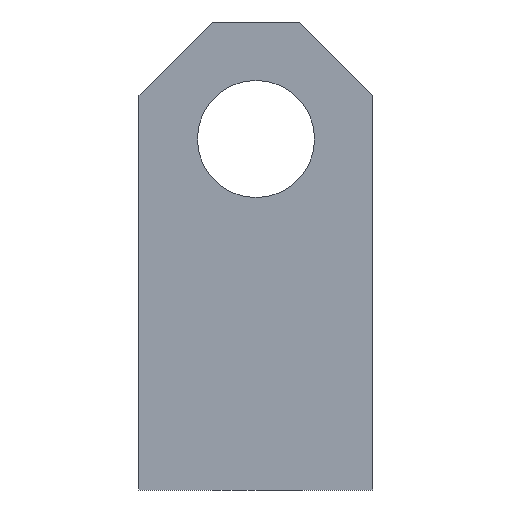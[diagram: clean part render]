
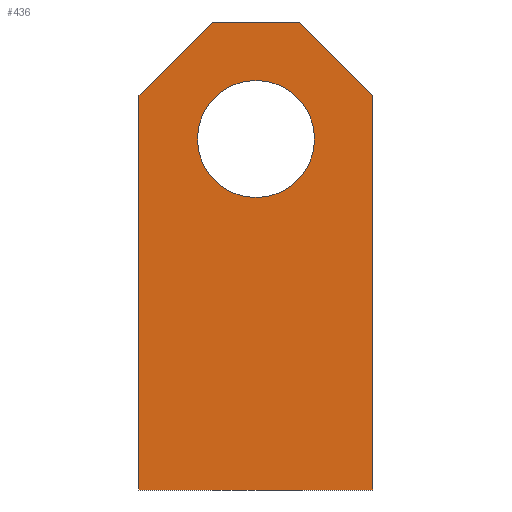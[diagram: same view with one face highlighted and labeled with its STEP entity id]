
A CAD part, left-side view. The second image highlights one B-rep face of the part: STEP entity #436.
In plain terms, the highlighted planar face has unit normal (-1, 0, 0).
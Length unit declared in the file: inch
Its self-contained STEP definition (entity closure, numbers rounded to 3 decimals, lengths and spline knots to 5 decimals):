
#1 = LINE ( 'NONE', #225, #289 ) ;
#6 = AXIS2_PLACEMENT_3D ( 'NONE', #69, #209, #284 ) ;
#17 = VERTEX_POINT ( 'NONE', #372 ) ;
#26 = CARTESIAN_POINT ( 'NONE',  ( -0.375, 0., 1.25 ) ) ;
#30 = CARTESIAN_POINT ( 'NONE',  ( -0.375, 0., 1.75 ) ) ;
#31 = ORIENTED_EDGE ( 'NONE', *, *, #147, .T. ) ;
#61 = VERTEX_POINT ( 'NONE', #155 ) ;
#62 = LINE ( 'NONE', #133, #318 ) ;
#68 = EDGE_LOOP ( 'NONE', ( #146, #31, #429, #182, #198, #205 ) ) ;
#69 = CARTESIAN_POINT ( 'NONE',  ( -0.375, 0., 1.5 ) ) ;
#73 = CARTESIAN_POINT ( 'NONE',  ( -0.375, -0.5, 0. ) ) ;
#79 = EDGE_CURVE ( 'NONE', #465, #61, #304, .T. ) ;
#97 = CIRCLE ( 'NONE', #344, 0.25 ) ;
#98 = LINE ( 'NONE', #269, #374 ) ;
#115 = LINE ( 'NONE', #328, #456 ) ;
#120 = DIRECTION ( 'NONE',  ( 0., 0.707, -0.707 ) ) ;
#121 = VERTEX_POINT ( 'NONE', #26 ) ;
#125 = CARTESIAN_POINT ( 'NONE',  ( -0.375, -0.5, 2. ) ) ;
#126 = ORIENTED_EDGE ( 'NONE', *, *, #373, .T. ) ;
#133 = CARTESIAN_POINT ( 'NONE',  ( -0.375, -0.1875, 2. ) ) ;
#141 = EDGE_CURVE ( 'NONE', #266, #306, #98, .T. ) ;
#142 = CARTESIAN_POINT ( 'NONE',  ( -0.375, 0.1875, 2. ) ) ;
#146 = ORIENTED_EDGE ( 'NONE', *, *, #245, .F. ) ;
#147 = EDGE_CURVE ( 'NONE', #17, #61, #62, .T. ) ;
#148 = DIRECTION ( 'NONE',  ( 0., 0., -1. ) ) ;
#155 = CARTESIAN_POINT ( 'NONE',  ( -0.375, -0.1875, 2. ) ) ;
#157 = EDGE_LOOP ( 'NONE', ( #170, #126 ) ) ;
#158 = CARTESIAN_POINT ( 'NONE',  ( -0.375, 0.5, 0. ) ) ;
#164 = VECTOR ( 'NONE', #298, 39.37008 ) ;
#170 = ORIENTED_EDGE ( 'NONE', *, *, #277, .T. ) ;
#182 = ORIENTED_EDGE ( 'NONE', *, *, #312, .T. ) ;
#183 = AXIS2_PLACEMENT_3D ( 'NONE', #430, #240, #404 ) ;
#184 = CARTESIAN_POINT ( 'NONE',  ( -0.375, 0.5, 1.6875 ) ) ;
#187 = CARTESIAN_POINT ( 'NONE',  ( -0.375, 0., 1.5 ) ) ;
#198 = ORIENTED_EDGE ( 'NONE', *, *, #141, .T. ) ;
#200 = FACE_OUTER_BOUND ( 'NONE', #68, .T. ) ;
#205 = ORIENTED_EDGE ( 'NONE', *, *, #402, .T. ) ;
#209 = DIRECTION ( 'NONE',  ( 1., 0., 0. ) ) ;
#221 = VERTEX_POINT ( 'NONE', #30 ) ;
#225 = CARTESIAN_POINT ( 'NONE',  ( -0.375, 0.1875, 2. ) ) ;
#229 = DIRECTION ( 'NONE',  ( 0., 0., -1. ) ) ;
#240 = DIRECTION ( 'NONE',  ( 1., 0., 0. ) ) ;
#245 = EDGE_CURVE ( 'NONE', #17, #477, #115, .T. ) ;
#258 = VECTOR ( 'NONE', #273, 39.37008 ) ;
#262 = DIRECTION ( 'NONE',  ( 1., 0., 0. ) ) ;
#266 = VERTEX_POINT ( 'NONE', #184 ) ;
#268 = LINE ( 'NONE', #309, #258 ) ;
#269 = CARTESIAN_POINT ( 'NONE',  ( -0.375, 0.5, 2. ) ) ;
#273 = DIRECTION ( 'NONE',  ( 0., -1., 0. ) ) ;
#277 = EDGE_CURVE ( 'NONE', #121, #221, #293, .T. ) ;
#284 = DIRECTION ( 'NONE',  ( 0., 0., -1. ) ) ;
#289 = VECTOR ( 'NONE', #120, 39.37008 ) ;
#293 = CIRCLE ( 'NONE', #6, 0.25 ) ;
#298 = DIRECTION ( 'NONE',  ( 0., -1., 0. ) ) ;
#304 = LINE ( 'NONE', #125, #164 ) ;
#306 = VERTEX_POINT ( 'NONE', #158 ) ;
#309 = CARTESIAN_POINT ( 'NONE',  ( -0.375, -0.5, 0. ) ) ;
#312 = EDGE_CURVE ( 'NONE', #465, #266, #1, .T. ) ;
#318 = VECTOR ( 'NONE', #350, 39.37008 ) ;
#328 = CARTESIAN_POINT ( 'NONE',  ( -0.375, -0.5, 2. ) ) ;
#344 = AXIS2_PLACEMENT_3D ( 'NONE', #187, #262, #229 ) ;
#350 = DIRECTION ( 'NONE',  ( 0., 0.707, 0.707 ) ) ;
#372 = CARTESIAN_POINT ( 'NONE',  ( -0.375, -0.5, 1.6875 ) ) ;
#373 = EDGE_CURVE ( 'NONE', #221, #121, #97, .T. ) ;
#374 = VECTOR ( 'NONE', #425, 39.37008 ) ;
#402 = EDGE_CURVE ( 'NONE', #306, #477, #268, .T. ) ;
#404 = DIRECTION ( 'NONE',  ( 0., 0., -1. ) ) ;
#425 = DIRECTION ( 'NONE',  ( 0., 0., -1. ) ) ;
#428 = FACE_BOUND ( 'NONE', #157, .T. ) ;
#429 = ORIENTED_EDGE ( 'NONE', *, *, #79, .F. ) ;
#430 = CARTESIAN_POINT ( 'NONE',  ( -0.375, -0.5, 2. ) ) ;
#436 = ADVANCED_FACE ( 'NONE', ( #428, #200 ), #466, .F. ) ;
#456 = VECTOR ( 'NONE', #148, 39.37008 ) ;
#465 = VERTEX_POINT ( 'NONE', #142 ) ;
#466 = PLANE ( 'NONE',  #183 ) ;
#477 = VERTEX_POINT ( 'NONE', #73 ) ;
